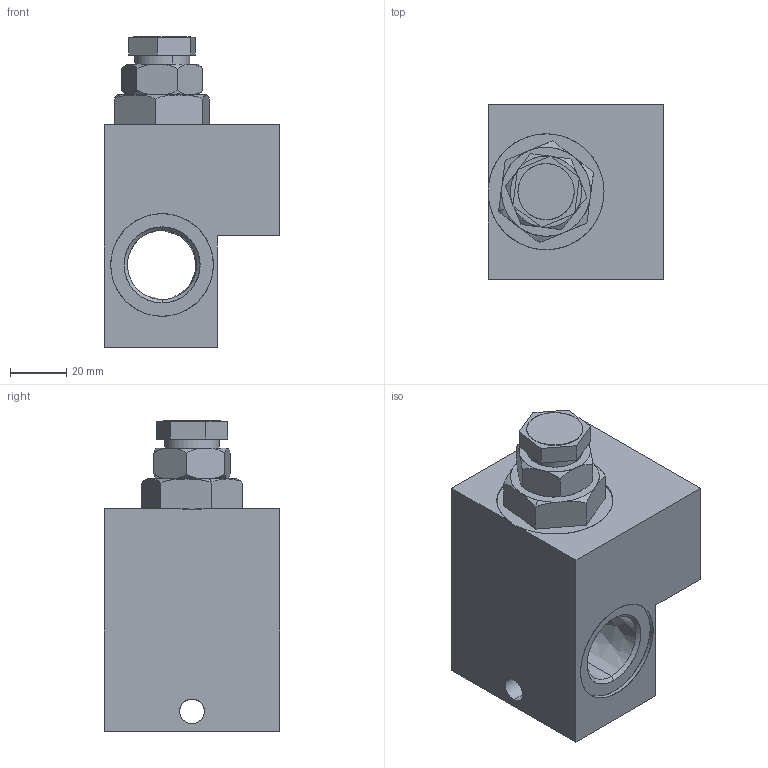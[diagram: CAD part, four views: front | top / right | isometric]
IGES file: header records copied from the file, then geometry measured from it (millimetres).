
Start section: SolidWorks IGES file using analytic representation for surfaces
Global section: file name: ECA'RV5 PRESSURE RELIEF VALVE 3D Model.IGS; native system: SolidWorks 2017; preprocessor: SolidWorks 2017; author: cjv; date: 200804.123659; units: millimetre
Bounding box: 62.5 x 62.5 x 110.67 mm (x, y, z)
Surface area: 35085.7 mm2 (no closed solid volume)
Topology: 0 solids, 0 shells, 77 faces, 1612 edges, 1612 vertices
Faces by surface type: bspline 53, revolution 24
